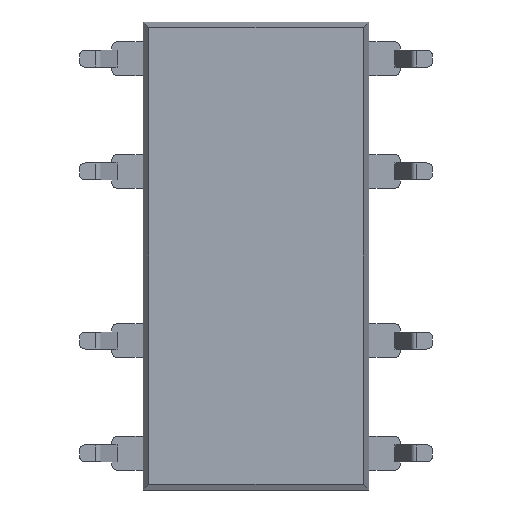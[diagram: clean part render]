
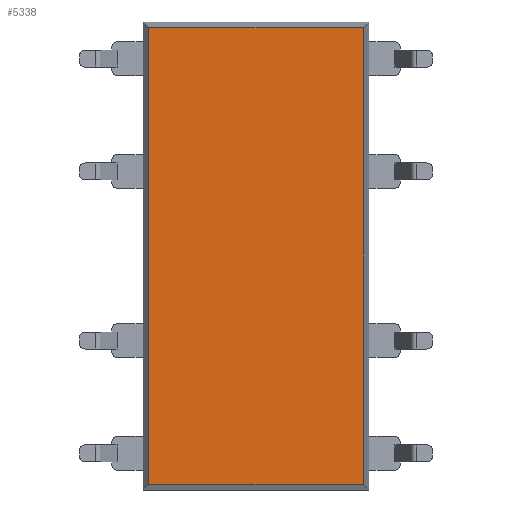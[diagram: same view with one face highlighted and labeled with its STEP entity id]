
A CAD part, front view. The second image highlights one B-rep face of the part: STEP entity #5338.
In plain terms, the highlighted planar face has unit normal (0, -1, 0).
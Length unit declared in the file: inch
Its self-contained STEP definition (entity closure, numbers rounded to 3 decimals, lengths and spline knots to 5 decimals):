
#135 = DIRECTION ( 'NONE',  ( 0., 0., -1. ) ) ;
#384 = VECTOR ( 'NONE', #2595, 39.37008 ) ;
#386 = VECTOR ( 'NONE', #1128, 39.37008 ) ;
#651 = FACE_OUTER_BOUND ( 'NONE', #4907, .T. ) ;
#1117 = ORIENTED_EDGE ( 'NONE', *, *, #4833, .T. ) ;
#1128 = DIRECTION ( 'NONE',  ( 1., 0., 0. ) ) ;
#1175 = CARTESIAN_POINT ( 'NONE',  ( -0.2, 0., -0.40516 ) ) ;
#1362 = VERTEX_POINT ( 'NONE', #3966 ) ;
#1712 = CARTESIAN_POINT ( 'NONE',  ( -0.2, 0., 0.40516 ) ) ;
#1789 = DIRECTION ( 'NONE',  ( 0., -1., 0. ) ) ;
#1863 = CARTESIAN_POINT ( 'NONE',  ( 0.19016, 0., 0.40516 ) ) ;
#1986 = CARTESIAN_POINT ( 'NONE',  ( -0.19016, 0., -0.47103 ) ) ;
#1998 = ORIENTED_EDGE ( 'NONE', *, *, #3074, .F. ) ;
#2365 = DIRECTION ( 'NONE',  ( 0., 0., 1. ) ) ;
#2416 = CARTESIAN_POINT ( 'NONE',  ( 0.19016, 0., -0.47103 ) ) ;
#2507 = ORIENTED_EDGE ( 'NONE', *, *, #3172, .T. ) ;
#2556 = LINE ( 'NONE', #1712, #384 ) ;
#2595 = DIRECTION ( 'NONE',  ( 1., 0., 0. ) ) ;
#3074 = EDGE_CURVE ( 'NONE', #3834, #3436, #5462, .T. ) ;
#3172 = EDGE_CURVE ( 'NONE', #1362, #4565, #4436, .T. ) ;
#3218 = AXIS2_PLACEMENT_3D ( 'NONE', #5219, #1789, #135 ) ;
#3436 = VERTEX_POINT ( 'NONE', #3962 ) ;
#3834 = VERTEX_POINT ( 'NONE', #4933 ) ;
#3962 = CARTESIAN_POINT ( 'NONE',  ( -0.19016, 0., 0.40516 ) ) ;
#3966 = CARTESIAN_POINT ( 'NONE',  ( 0.19016, 0., -0.40516 ) ) ;
#4246 = ORIENTED_EDGE ( 'NONE', *, *, #4352, .F. ) ;
#4292 = VECTOR ( 'NONE', #5072, 39.37008 ) ;
#4352 = EDGE_CURVE ( 'NONE', #3436, #4565, #2556, .T. ) ;
#4393 = PLANE ( 'NONE',  #3218 ) ;
#4436 = LINE ( 'NONE', #2416, #4292 ) ;
#4565 = VERTEX_POINT ( 'NONE', #1863 ) ;
#4731 = LINE ( 'NONE', #1175, #386 ) ;
#4776 = VECTOR ( 'NONE', #2365, 39.37008 ) ;
#4833 = EDGE_CURVE ( 'NONE', #3834, #1362, #4731, .T. ) ;
#4907 = EDGE_LOOP ( 'NONE', ( #1998, #1117, #2507, #4246 ) ) ;
#4933 = CARTESIAN_POINT ( 'NONE',  ( -0.19016, 0., -0.40516 ) ) ;
#5072 = DIRECTION ( 'NONE',  ( 0., 0., 1. ) ) ;
#5219 = CARTESIAN_POINT ( 'NONE',  ( 0., 0., 0. ) ) ;
#5338 = ADVANCED_FACE ( 'NONE', ( #651 ), #4393, .T. ) ;
#5462 = LINE ( 'NONE', #1986, #4776 ) ;
